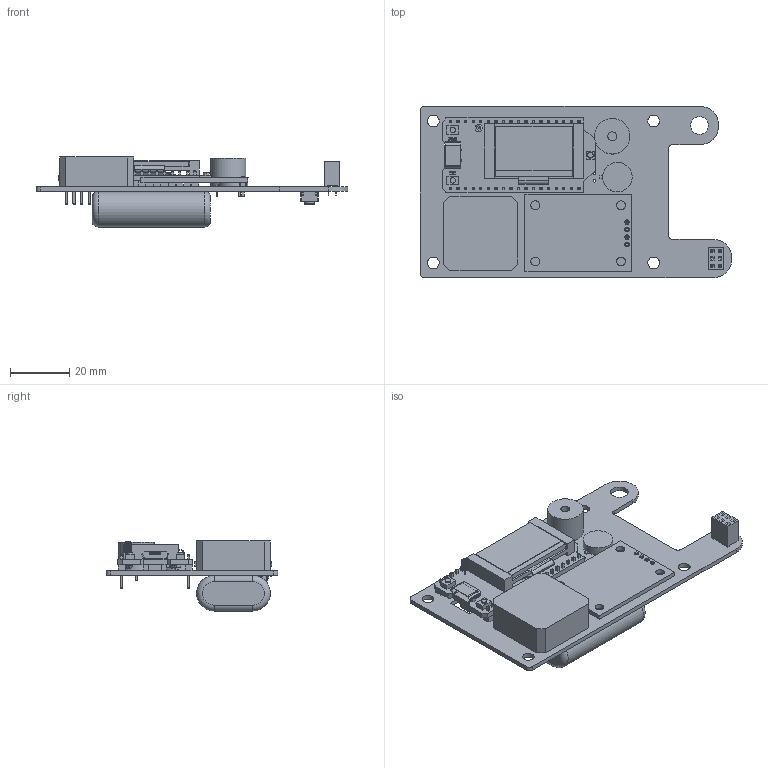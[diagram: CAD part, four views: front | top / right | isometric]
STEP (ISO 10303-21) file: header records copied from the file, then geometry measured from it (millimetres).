
FILE_DESCRIPTION(('KiCad electronic assembly'),'2;1');
FILE_NAME('DC33_Cnet_Badge_Main.step','2025-04-01T08:42:24',('Pcbnew'),( 'Kicad'),'Open CASCADE STEP processor 7.8','KiCad to STEP converter' ,'Unknown');
FILE_SCHEMA(('AUTOMOTIVE_DESIGN { 1 0 10303 214 1 1 1 1 }'));
Length unit declared in the file: millimetre
Products named in the file (10): DC33_Cnet_Badge_Main 1; Vibra1; PinSocket_2x03_P2.54mm_Vertical; Buzz1; HiLetGo_GPS_Antenna; heltec_wifi_32_asm2; HiLetGo_GPS_Module; SW_SPST_PTS645; LiPo; DC33_Cnet_Badge_Main_PCB
Assembly tree (9 placements, depth 2):
  DC33_Cnet_Badge_Main 1
    Vibra1
    PinSocket_2x03_P2.54mm_Vertical
    Buzz1
    HiLetGo_GPS_Antenna
    heltec_wifi_32_asm2
    HiLetGo_GPS_Module
    SW_SPST_PTS645
    LiPo
    DC33_Cnet_Badge_Main_PCB
Bounding box: 105.5 x 58 x 23.68 mm (x, y, z)
Volume: 32844.2 mm3; surface area: 26636.6 mm2
Topology: 9 solids, 21 shells, 1993 faces, 4844 edges, 3102 vertices
Faces by surface type: plane 1425, cylinder 456, bspline 95, revolution 12, torus 4, cone 1
Full cylindrical faces by diameter (mm): 0.5 x2, 0.6 x4, 0.762 x4, 1 x46, 1.5 x4, 3 x5, 3.5 x1, 4 x4, 6 x1, 10 x1, 12 x1
Entity records: 68120 total; most frequent: CARTESIAN_POINT 18386, ORIENTED_EDGE 9688, DIRECTION 8458, EDGE_CURVE 4844, LINE 3948, VECTOR 3948, VERTEX_POINT 3102, FACE_BOUND 2336
